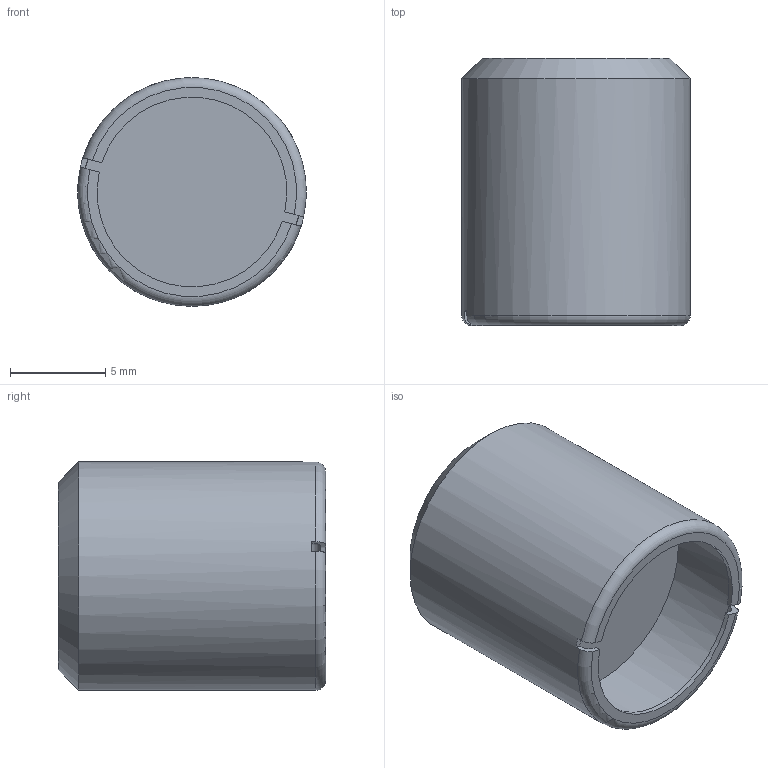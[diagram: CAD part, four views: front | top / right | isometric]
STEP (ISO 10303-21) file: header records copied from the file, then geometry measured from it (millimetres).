
FILE_DESCRIPTION(/* description */ ('SB4011 Series - 3 Amp Momentary Pushbuttons -body-'),/* implementation_level */ '2;1');
FILE_NAME(/* name */ 'SB4011NOM-body.ipt.step',/* time_stamp */ '2014-01-07T11:15:38-08:00',/* author */ ('Cadenas PARTsolutions'),/* organization */ ('NKKSWITCHES'),/* preprocessor_version */ 'ST-DEVELOPER v15.2',/* originating_system */ 'Autodesk Inventor 2014',/* authorisation */ '');
FILE_SCHEMA (('AUTOMOTIVE_DESIGN { 1 0 10303 214 3 1 1 }'));
Length unit declared in the file: inch
Products named in the file (1): SB4011NOM-body
Bounding box: 12 x 14.02 x 12 mm (x, y, z)
Volume: 1048.8 mm3; surface area: 947.9 mm2
Topology: 1 solids, 1 shells, 23 faces, 55 edges, 35 vertices
Faces by surface type: plane 13, cylinder 5, torus 4, cone 1
Full cylindrical faces by diameter (mm): 8.407 x1, 11.481 x1, 12 x1
Entity records: 711 total; most frequent: CARTESIAN_POINT 178, DIRECTION 110, ORIENTED_EDGE 98, EDGE_CURVE 49, AXIS2_PLACEMENT_3D 45, VERTEX_POINT 33, EDGE_LOOP 28, FACE_OUTER_BOUND 23
